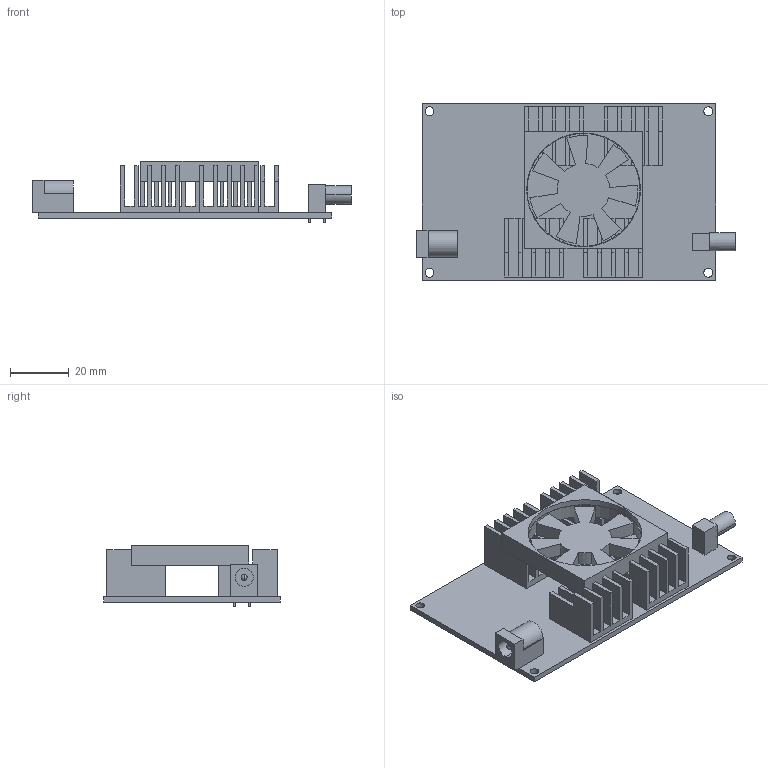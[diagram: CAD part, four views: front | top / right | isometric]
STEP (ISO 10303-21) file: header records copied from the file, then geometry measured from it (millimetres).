
FILE_DESCRIPTION (( 'STEP AP203' ), '1' );
FILE_NAME ('NVOA-1MF_V10.STEP', '2023-05-02T13:41:02', ( '' ), ( '' ), 'SwSTEP 2.0', 'SolidWorks 2015', '' );
FILE_SCHEMA (( 'CONFIG_CONTROL_DESIGN' ));
Length unit declared in the file: millimetre
Products named in the file (6): NVOA-1MF_V10 1M VOA; SMA; NVOA-1MF_V10; Heatsink 20x20mm; Fan 40mm; 12V socket
Assembly tree (8 placements, depth 2):
  NVOA-1MF_V10
    NVOA-1MF_V10 1M VOA
    12V socket
    SMA
    Heatsink 20x20mm  x4
    Fan 40mm
Bounding box: 108.65 x 60 x 21 mm (x, y, z)
Volume: 28123.1 mm3; surface area: 32408.8 mm2
Topology: 9 solids, 9 shells, 234 faces, 635 edges, 421 vertices
Faces by surface type: plane 190, cylinder 42, sphere 2
Entity records: 4993 total; most frequent: CARTESIAN_POINT 749, DIRECTION 749, ORIENTED_EDGE 722, EDGE_CURVE 361, VECTOR 271, LINE 271, AXIS2_PLACEMENT_3D 239, VERTEX_POINT 239
